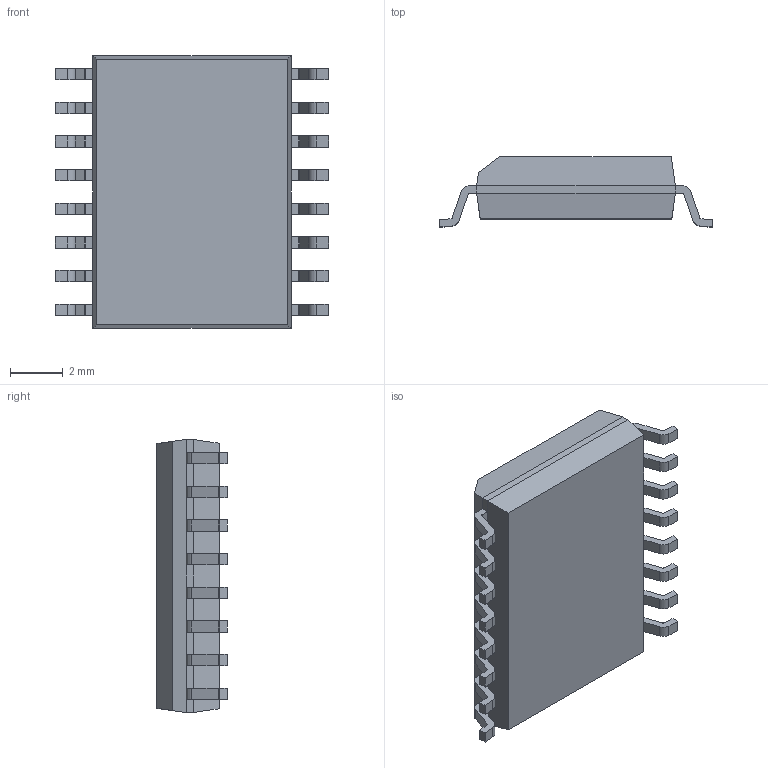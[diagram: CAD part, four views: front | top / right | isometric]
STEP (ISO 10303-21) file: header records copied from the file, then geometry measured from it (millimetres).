
FILE_DESCRIPTION (( 'STEP AP214' ), '1' );
FILE_NAME ('PCF8574T.STEP', '2023-03-14T22:31:40', ( '' ), ( '' ), 'SwSTEP 2.0', 'SolidWorks 2021', '' );
FILE_SCHEMA (( 'AUTOMOTIVE_DESIGN' ));
Length unit declared in the file: millimetre
Products named in the file (1): PCF8574T
Bounding box: 10.32 x 2.65 x 10.3 mm (x, y, z)
Volume: 178.1 mm3; surface area: 277.6 mm2
Topology: 17 solids, 17 shells, 244 faces, 620 edges, 410 vertices
Faces by surface type: plane 178, cylinder 66
Entity records: 7494 total; most frequent: CARTESIAN_POINT 1275, DIRECTION 1242, ORIENTED_EDGE 1240, EDGE_CURVE 620, VECTOR 488, LINE 488, VERTEX_POINT 410, AXIS2_PLACEMENT_3D 377
